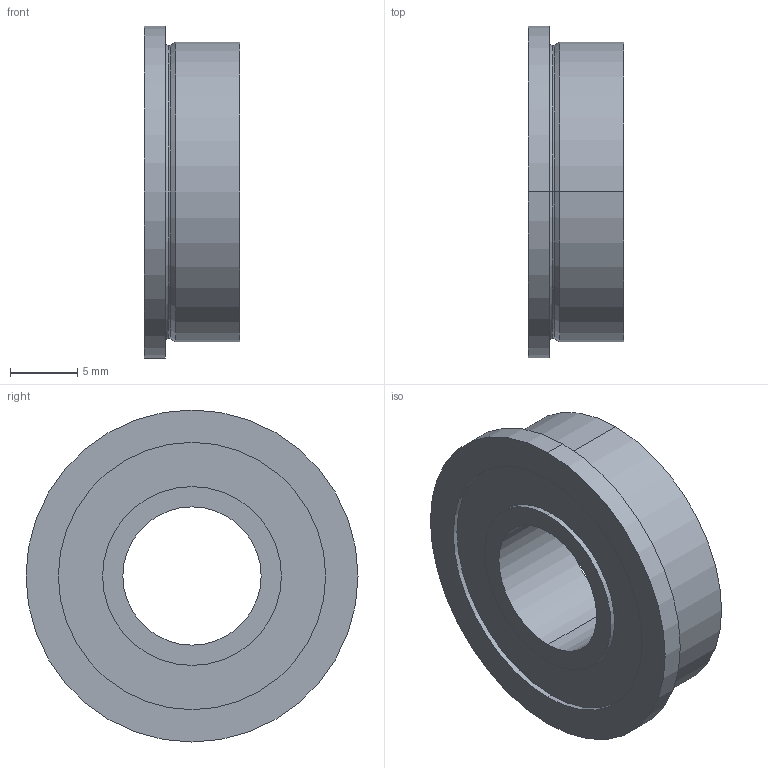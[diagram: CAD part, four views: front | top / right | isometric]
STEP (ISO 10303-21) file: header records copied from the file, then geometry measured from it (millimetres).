
FILE_DESCRIPTION (( 'STEP AP214' ), '1' );
FILE_NAME ('217-5829-001 Rev1.STEP', '2017-07-10T14:27:00', ( '' ), ( '' ), 'SwSTEP 2.0', 'SolidWorks 2017', '' );
FILE_SCHEMA (( 'AUTOMOTIVE_DESIGN' ));
Length unit declared in the file: inch
Products named in the file (1): 217-5829-001 Rev1
Bounding box: 7.11 x 24.61 x 24.61 mm (x, y, z)
Volume: 2173.5 mm3; surface area: 1616.7 mm2
Topology: 1 solids, 1 shells, 27 faces, 54 edges, 34 vertices
Faces by surface type: cylinder 14, plane 7, torus 4, cone 2
Entity records: 775 total; most frequent: DIRECTION 148, CARTESIAN_POINT 116, ORIENTED_EDGE 108, AXIS2_PLACEMENT_3D 66, EDGE_CURVE 54, CIRCLE 38, EDGE_LOOP 34, VERTEX_POINT 34
